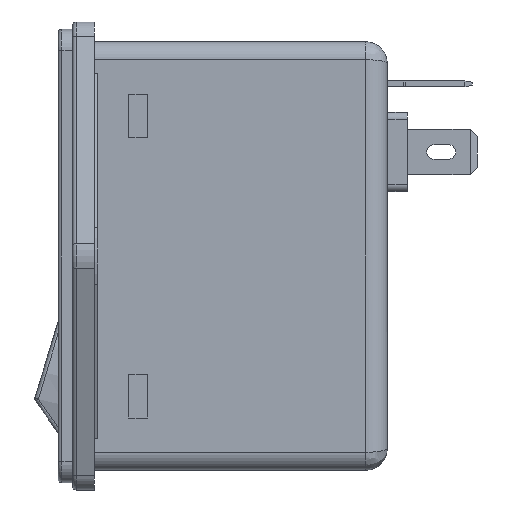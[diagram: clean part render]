
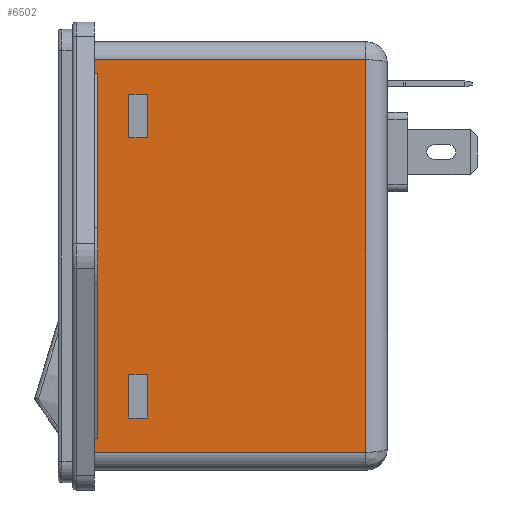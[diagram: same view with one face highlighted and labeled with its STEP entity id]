
A CAD part, left-side view. The second image highlights one B-rep face of the part: STEP entity #6502.
In plain terms, the highlighted planar face has unit normal (-1, 0, 0).
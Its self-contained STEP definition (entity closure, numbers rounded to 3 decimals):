
#6440 = EDGE_CURVE ( 'NONE', #6523, #6501, #12359, .T. ) ;
#6441 = EDGE_LOOP ( 'NONE', ( #6442, #6507, #6510, #6513, #6516, #6498, #6489, #6560 ) ) ;
#6442 = ORIENTED_EDGE ( 'NONE', *, *, #6443, .T. ) ;
#6443 = EDGE_CURVE ( 'NONE', #6505, #6506, #12355, .T. ) ;
#6444 = ORIENTED_EDGE ( 'NONE', *, *, #6504, .T. ) ;
#6445 = VERTEX_POINT ( 'NONE', #12351 ) ;
#6446 = ORIENTED_EDGE ( 'NONE', *, *, #6520, .T. ) ;
#6447 = VERTEX_POINT ( 'NONE', #12350 ) ;
#6481 = ORIENTED_EDGE ( 'NONE', *, *, #6482, .T. ) ;
#6482 = EDGE_CURVE ( 'NONE', #6566, #6483, #12414, .T. ) ;
#6483 = VERTEX_POINT ( 'NONE', #12410 ) ;
#6484 = ORIENTED_EDGE ( 'NONE', *, *, #6485, .T. ) ;
#6485 = EDGE_CURVE ( 'NONE', #6483, #6486, #12409, .T. ) ;
#6486 = VERTEX_POINT ( 'NONE', #12405 ) ;
#6487 = ORIENTED_EDGE ( 'NONE', *, *, #6488, .T. ) ;
#6488 = EDGE_CURVE ( 'NONE', #6486, #6565, #12404, .T. ) ;
#6489 = ORIENTED_EDGE ( 'NONE', *, *, #6490, .F. ) ;
#6490 = EDGE_CURVE ( 'NONE', #6559, #6500, #12400, .T. ) ;
#6498 = ORIENTED_EDGE ( 'NONE', *, *, #6499, .F. ) ;
#6499 = EDGE_CURVE ( 'NONE', #6500, #6518, #12449, .T. ) ;
#6500 = VERTEX_POINT ( 'NONE', #12445 ) ;
#6501 = VERTEX_POINT ( 'NONE', #12444 ) ;
#6502 = ADVANCED_FACE ( 'NONE', ( #12443, #12442, #12441 ), #12440, .T. ) ;
#6503 = EDGE_LOOP ( 'NONE', ( #6444, #6446, #6521, #6524 ) ) ;
#6504 = EDGE_CURVE ( 'NONE', #6501, #6445, #12435, .T. ) ;
#6505 = VERTEX_POINT ( 'NONE', #12430 ) ;
#6506 = VERTEX_POINT ( 'NONE', #12431 ) ;
#6507 = ORIENTED_EDGE ( 'NONE', *, *, #6508, .F. ) ;
#6508 = EDGE_CURVE ( 'NONE', #6509, #6506, #12493, .T. ) ;
#6509 = VERTEX_POINT ( 'NONE', #12489 ) ;
#6510 = ORIENTED_EDGE ( 'NONE', *, *, #6511, .T. ) ;
#6511 = EDGE_CURVE ( 'NONE', #6509, #6512, #12488, .T. ) ;
#6512 = VERTEX_POINT ( 'NONE', #12484 ) ;
#6513 = ORIENTED_EDGE ( 'NONE', *, *, #6514, .T. ) ;
#6514 = EDGE_CURVE ( 'NONE', #6512, #6515, #12483, .T. ) ;
#6515 = VERTEX_POINT ( 'NONE', #12479 ) ;
#6516 = ORIENTED_EDGE ( 'NONE', *, *, #6517, .T. ) ;
#6517 = EDGE_CURVE ( 'NONE', #6515, #6518, #12478, .T. ) ;
#6518 = VERTEX_POINT ( 'NONE', #12474 ) ;
#6520 = EDGE_CURVE ( 'NONE', #6445, #6447, #12472, .T. ) ;
#6521 = ORIENTED_EDGE ( 'NONE', *, *, #6522, .T. ) ;
#6522 = EDGE_CURVE ( 'NONE', #6447, #6523, #12468, .T. ) ;
#6523 = VERTEX_POINT ( 'NONE', #12464 ) ;
#6524 = ORIENTED_EDGE ( 'NONE', *, *, #6440, .T. ) ;
#6559 = VERTEX_POINT ( 'NONE', #12525 ) ;
#6560 = ORIENTED_EDGE ( 'NONE', *, *, #6561, .T. ) ;
#6561 = EDGE_CURVE ( 'NONE', #6559, #6505, #12589, .T. ) ;
#6562 = EDGE_LOOP ( 'NONE', ( #6563, #6481, #6484, #6487 ) ) ;
#6563 = ORIENTED_EDGE ( 'NONE', *, *, #6564, .T. ) ;
#6564 = EDGE_CURVE ( 'NONE', #6565, #6566, #12585, .T. ) ;
#6565 = VERTEX_POINT ( 'NONE', #12581 ) ;
#6566 = VERTEX_POINT ( 'NONE', #12580 ) ;
#12350 = CARTESIAN_POINT ( 'NONE',  ( -14.35, -7.4, -16.4 ) ) ;
#12351 = CARTESIAN_POINT ( 'NONE',  ( -14.35, -4.8, -16.4 ) ) ;
#12352 = DIRECTION ( 'NONE',  ( 0., 1., 0. ) ) ;
#12353 = VECTOR ( 'NONE', #12352, 1000. ) ;
#12354 = CARTESIAN_POINT ( 'NONE',  ( -14.35, -0.5, -25.4 ) ) ;
#12355 = LINE ( 'NONE', #12354, #12353 ) ;
#12356 = DIRECTION ( 'NONE',  ( 0., 1., 0. ) ) ;
#12357 = VECTOR ( 'NONE', #12356, 1000. ) ;
#12358 = CARTESIAN_POINT ( 'NONE',  ( -14.35, -4.8, -22.5 ) ) ;
#12359 = LINE ( 'NONE', #12358, #12357 ) ;
#12400 = LINE ( 'NONE', #12463, #12462 ) ;
#12401 = DIRECTION ( 'NONE',  ( 0., 0., -1. ) ) ;
#12402 = VECTOR ( 'NONE', #12401, 1000. ) ;
#12403 = CARTESIAN_POINT ( 'NONE',  ( -14.35, -7.4, 16.4 ) ) ;
#12404 = LINE ( 'NONE', #12403, #12402 ) ;
#12405 = CARTESIAN_POINT ( 'NONE',  ( -14.35, -7.4, 22.5 ) ) ;
#12406 = DIRECTION ( 'NONE',  ( 0., -1., 0. ) ) ;
#12407 = VECTOR ( 'NONE', #12406, 1000. ) ;
#12408 = CARTESIAN_POINT ( 'NONE',  ( -14.35, -4.8, 22.5 ) ) ;
#12409 = LINE ( 'NONE', #12408, #12407 ) ;
#12410 = CARTESIAN_POINT ( 'NONE',  ( -14.35, -4.8, 22.5 ) ) ;
#12411 = DIRECTION ( 'NONE',  ( 0., 0., 1. ) ) ;
#12412 = VECTOR ( 'NONE', #12411, 1000. ) ;
#12413 = CARTESIAN_POINT ( 'NONE',  ( -14.35, -4.8, 16.4 ) ) ;
#12414 = LINE ( 'NONE', #12413, #12412 ) ;
#12430 = CARTESIAN_POINT ( 'NONE',  ( -14.35, -0.5, -25.4 ) ) ;
#12431 = CARTESIAN_POINT ( 'NONE',  ( -14.35, 0., -25.4 ) ) ;
#12432 = DIRECTION ( 'NONE',  ( 0., 0., 1. ) ) ;
#12433 = VECTOR ( 'NONE', #12432, 1000. ) ;
#12434 = CARTESIAN_POINT ( 'NONE',  ( -14.35, -4.8, -16.4 ) ) ;
#12435 = LINE ( 'NONE', #12434, #12433 ) ;
#12436 = DIRECTION ( 'NONE',  ( 0., 0., 1. ) ) ;
#12437 = DIRECTION ( 'NONE',  ( -1., 0., 0. ) ) ;
#12438 = CARTESIAN_POINT ( 'NONE',  ( -14.35, -40.7, -29.75 ) ) ;
#12439 = AXIS2_PLACEMENT_3D ( 'NONE', #12438, #12437, #12436 ) ;
#12440 = PLANE ( 'NONE',  #12439 ) ;
#12441 = FACE_BOUND ( 'NONE', #6562, .T. ) ;
#12442 = FACE_OUTER_BOUND ( 'NONE', #6441, .T. ) ;
#12443 = FACE_BOUND ( 'NONE', #6503, .T. ) ;
#12444 = CARTESIAN_POINT ( 'NONE',  ( -14.35, -4.8, -22.5 ) ) ;
#12445 = CARTESIAN_POINT ( 'NONE',  ( -14.35, 0., 25.4 ) ) ;
#12446 = DIRECTION ( 'NONE',  ( 0., 0., 1. ) ) ;
#12447 = VECTOR ( 'NONE', #12446, 1000. ) ;
#12448 = CARTESIAN_POINT ( 'NONE',  ( -14.35, 0., -29.75 ) ) ;
#12449 = LINE ( 'NONE', #12448, #12447 ) ;
#12461 = DIRECTION ( 'NONE',  ( 0., 1., 0. ) ) ;
#12462 = VECTOR ( 'NONE', #12461, 1000. ) ;
#12463 = CARTESIAN_POINT ( 'NONE',  ( -14.35, -0.5, 25.4 ) ) ;
#12464 = CARTESIAN_POINT ( 'NONE',  ( -14.35, -7.4, -22.5 ) ) ;
#12465 = DIRECTION ( 'NONE',  ( 0., 0., -1. ) ) ;
#12466 = VECTOR ( 'NONE', #12465, 1000. ) ;
#12467 = CARTESIAN_POINT ( 'NONE',  ( -14.35, -7.4, -16.4 ) ) ;
#12468 = LINE ( 'NONE', #12467, #12466 ) ;
#12469 = DIRECTION ( 'NONE',  ( 0., -1., 0. ) ) ;
#12470 = VECTOR ( 'NONE', #12469, 1000. ) ;
#12471 = CARTESIAN_POINT ( 'NONE',  ( -14.35, -4.8, -16.4 ) ) ;
#12472 = LINE ( 'NONE', #12471, #12470 ) ;
#12474 = CARTESIAN_POINT ( 'NONE',  ( -14.35, 0., 27.25 ) ) ;
#12475 = DIRECTION ( 'NONE',  ( 0., 1., 0. ) ) ;
#12476 = VECTOR ( 'NONE', #12475, 1000. ) ;
#12477 = CARTESIAN_POINT ( 'NONE',  ( -14.35, -40.7, 27.25 ) ) ;
#12478 = LINE ( 'NONE', #12477, #12476 ) ;
#12479 = CARTESIAN_POINT ( 'NONE',  ( -14.35, -37.7, 27.25 ) ) ;
#12480 = DIRECTION ( 'NONE',  ( 0., 0., 1. ) ) ;
#12481 = VECTOR ( 'NONE', #12480, 1000. ) ;
#12482 = CARTESIAN_POINT ( 'NONE',  ( -14.35, -37.7, 29.75 ) ) ;
#12483 = LINE ( 'NONE', #12482, #12481 ) ;
#12484 = CARTESIAN_POINT ( 'NONE',  ( -14.35, -37.7, -27.25 ) ) ;
#12485 = DIRECTION ( 'NONE',  ( 0., -1., 0. ) ) ;
#12486 = VECTOR ( 'NONE', #12485, 1000. ) ;
#12487 = CARTESIAN_POINT ( 'NONE',  ( -14.35, -40.7, -27.25 ) ) ;
#12488 = LINE ( 'NONE', #12487, #12486 ) ;
#12489 = CARTESIAN_POINT ( 'NONE',  ( -14.35, 0., -27.25 ) ) ;
#12490 = DIRECTION ( 'NONE',  ( 0., 0., 1. ) ) ;
#12491 = VECTOR ( 'NONE', #12490, 1000. ) ;
#12492 = CARTESIAN_POINT ( 'NONE',  ( -14.35, 0., -29.75 ) ) ;
#12493 = LINE ( 'NONE', #12492, #12491 ) ;
#12525 = CARTESIAN_POINT ( 'NONE',  ( -14.35, -0.5, 25.4 ) ) ;
#12580 = CARTESIAN_POINT ( 'NONE',  ( -14.35, -4.8, 16.4 ) ) ;
#12581 = CARTESIAN_POINT ( 'NONE',  ( -14.35, -7.4, 16.4 ) ) ;
#12582 = DIRECTION ( 'NONE',  ( 0., 1., 0. ) ) ;
#12583 = VECTOR ( 'NONE', #12582, 1000. ) ;
#12584 = CARTESIAN_POINT ( 'NONE',  ( -14.35, -4.8, 16.4 ) ) ;
#12585 = LINE ( 'NONE', #12584, #12583 ) ;
#12586 = DIRECTION ( 'NONE',  ( 0., 0., -1. ) ) ;
#12587 = VECTOR ( 'NONE', #12586, 1000. ) ;
#12588 = CARTESIAN_POINT ( 'NONE',  ( -14.35, -0.5, 25.4 ) ) ;
#12589 = LINE ( 'NONE', #12588, #12587 ) ;
